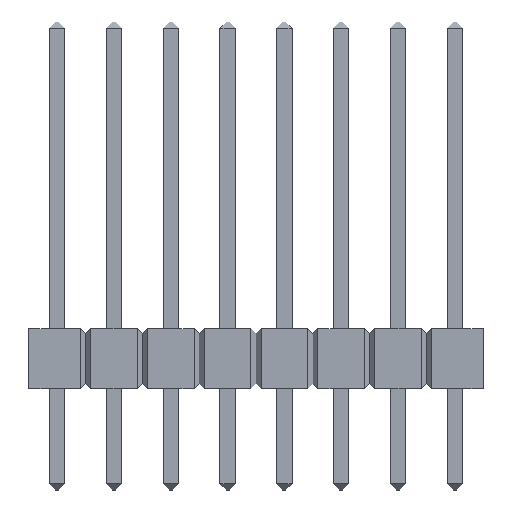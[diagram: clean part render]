
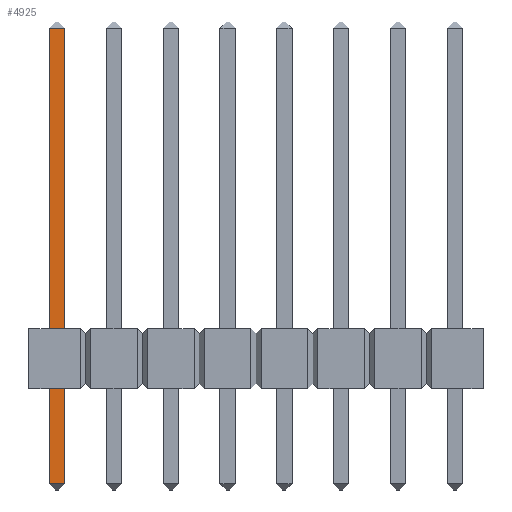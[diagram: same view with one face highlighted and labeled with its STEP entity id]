
A CAD part, front view. The second image highlights one B-rep face of the part: STEP entity #4925.
In plain terms, the highlighted planar face has unit normal (0, -1, 0).
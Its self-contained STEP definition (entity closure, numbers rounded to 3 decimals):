
#4809 = EDGE_CURVE('',#4810,#4812,#4814,.T.);
#4810 = VERTEX_POINT('',#4811);
#4811 = CARTESIAN_POINT('',(-0.345,-0.345,-4.244));
#4812 = VERTEX_POINT('',#4813);
#4813 = CARTESIAN_POINT('',(-0.345,-0.345,16.134));
#4814 = SURFACE_CURVE('',#4815,(#4819,#4831),.PCURVE_S1.);
#4815 = LINE('',#4816,#4817);
#4816 = CARTESIAN_POINT('',(-0.345,-0.345,-4.52));
#4817 = VECTOR('',#4818,1.);
#4818 = DIRECTION('',(0.,0.,1.));
#4819 = PCURVE('',#4820,#4825);
#4820 = PLANE('',#4821);
#4821 = AXIS2_PLACEMENT_3D('',#4822,#4823,#4824);
#4822 = CARTESIAN_POINT('',(-0.345,-0.345,-4.52));
#4823 = DIRECTION('',(1.,0.,0.));
#4824 = DIRECTION('',(0.,0.,1.));
#4825 = DEFINITIONAL_REPRESENTATION('',(#4826),#4830);
#4826 = LINE('',#4827,#4828);
#4827 = CARTESIAN_POINT('',(0.,0.));
#4828 = VECTOR('',#4829,1.);
#4829 = DIRECTION('',(1.,0.));
#4830 = ( GEOMETRIC_REPRESENTATION_CONTEXT(2) 
PARAMETRIC_REPRESENTATION_CONTEXT() REPRESENTATION_CONTEXT('2D SPACE',''
  ) );
#4831 = PCURVE('',#4832,#4837);
#4832 = PLANE('',#4833);
#4833 = AXIS2_PLACEMENT_3D('',#4834,#4835,#4836);
#4834 = CARTESIAN_POINT('',(-0.345,-0.345,-4.52));
#4835 = DIRECTION('',(0.,1.,0.));
#4836 = DIRECTION('',(0.,0.,1.));
#4837 = DEFINITIONAL_REPRESENTATION('',(#4838),#4842);
#4838 = LINE('',#4839,#4840);
#4839 = CARTESIAN_POINT('',(0.,0.));
#4840 = VECTOR('',#4841,1.);
#4841 = DIRECTION('',(1.,0.));
#4842 = ( GEOMETRIC_REPRESENTATION_CONTEXT(2) 
PARAMETRIC_REPRESENTATION_CONTEXT() REPRESENTATION_CONTEXT('2D SPACE',''
  ) );
#4925 = ADVANCED_FACE('',(#4926),#4832,.F.);
#4926 = FACE_BOUND('',#4927,.F.);
#4927 = EDGE_LOOP('',(#4928,#4958,#4984,#4985));
#4928 = ORIENTED_EDGE('',*,*,#4929,.F.);
#4929 = EDGE_CURVE('',#4930,#4932,#4934,.T.);
#4930 = VERTEX_POINT('',#4931);
#4931 = CARTESIAN_POINT('',(0.345,-0.345,-4.244));
#4932 = VERTEX_POINT('',#4933);
#4933 = CARTESIAN_POINT('',(0.345,-0.345,16.134));
#4934 = SURFACE_CURVE('',#4935,(#4939,#4946),.PCURVE_S1.);
#4935 = LINE('',#4936,#4937);
#4936 = CARTESIAN_POINT('',(0.345,-0.345,-4.52));
#4937 = VECTOR('',#4938,1.);
#4938 = DIRECTION('',(0.,0.,1.));
#4939 = PCURVE('',#4832,#4940);
#4940 = DEFINITIONAL_REPRESENTATION('',(#4941),#4945);
#4941 = LINE('',#4942,#4943);
#4942 = CARTESIAN_POINT('',(0.,0.69));
#4943 = VECTOR('',#4944,1.);
#4944 = DIRECTION('',(1.,0.));
#4945 = ( GEOMETRIC_REPRESENTATION_CONTEXT(2) 
PARAMETRIC_REPRESENTATION_CONTEXT() REPRESENTATION_CONTEXT('2D SPACE',''
  ) );
#4946 = PCURVE('',#4947,#4952);
#4947 = PLANE('',#4948);
#4948 = AXIS2_PLACEMENT_3D('',#4949,#4950,#4951);
#4949 = CARTESIAN_POINT('',(0.345,-0.345,-4.52));
#4950 = DIRECTION('',(1.,0.,0.));
#4951 = DIRECTION('',(0.,0.,1.));
#4952 = DEFINITIONAL_REPRESENTATION('',(#4953),#4957);
#4953 = LINE('',#4954,#4955);
#4954 = CARTESIAN_POINT('',(0.,0.));
#4955 = VECTOR('',#4956,1.);
#4956 = DIRECTION('',(1.,0.));
#4957 = ( GEOMETRIC_REPRESENTATION_CONTEXT(2) 
PARAMETRIC_REPRESENTATION_CONTEXT() REPRESENTATION_CONTEXT('2D SPACE',''
  ) );
#4958 = ORIENTED_EDGE('',*,*,#4959,.F.);
#4959 = EDGE_CURVE('',#4810,#4930,#4960,.T.);
#4960 = SURFACE_CURVE('',#4961,(#4965,#4972),.PCURVE_S1.);
#4961 = LINE('',#4962,#4963);
#4962 = CARTESIAN_POINT('',(-0.345,-0.345,-4.244));
#4963 = VECTOR('',#4964,1.);
#4964 = DIRECTION('',(1.,0.,0.));
#4965 = PCURVE('',#4832,#4966);
#4966 = DEFINITIONAL_REPRESENTATION('',(#4967),#4971);
#4967 = LINE('',#4968,#4969);
#4968 = CARTESIAN_POINT('',(0.276,0.));
#4969 = VECTOR('',#4970,1.);
#4970 = DIRECTION('',(0.,1.));
#4971 = ( GEOMETRIC_REPRESENTATION_CONTEXT(2) 
PARAMETRIC_REPRESENTATION_CONTEXT() REPRESENTATION_CONTEXT('2D SPACE',''
  ) );
#4972 = PCURVE('',#4973,#4978);
#4973 = PLANE('',#4974);
#4974 = AXIS2_PLACEMENT_3D('',#4975,#4976,#4977);
#4975 = CARTESIAN_POINT('',(-0.345,-0.207,-4.382));
#4976 = DIRECTION('',(0.,-0.707,-0.707));
#4977 = DIRECTION('',(-1.,-0.,-0.));
#4978 = DEFINITIONAL_REPRESENTATION('',(#4979),#4983);
#4979 = LINE('',#4980,#4981);
#4980 = CARTESIAN_POINT('',(-0.,-0.195));
#4981 = VECTOR('',#4982,1.);
#4982 = DIRECTION('',(-1.,0.));
#4983 = ( GEOMETRIC_REPRESENTATION_CONTEXT(2) 
PARAMETRIC_REPRESENTATION_CONTEXT() REPRESENTATION_CONTEXT('2D SPACE',''
  ) );
#4984 = ORIENTED_EDGE('',*,*,#4809,.T.);
#4985 = ORIENTED_EDGE('',*,*,#4986,.T.);
#4986 = EDGE_CURVE('',#4812,#4932,#4987,.T.);
#4987 = SURFACE_CURVE('',#4988,(#4992,#4999),.PCURVE_S1.);
#4988 = LINE('',#4989,#4990);
#4989 = CARTESIAN_POINT('',(-0.345,-0.345,16.134));
#4990 = VECTOR('',#4991,1.);
#4991 = DIRECTION('',(1.,0.,0.));
#4992 = PCURVE('',#4832,#4993);
#4993 = DEFINITIONAL_REPRESENTATION('',(#4994),#4998);
#4994 = LINE('',#4995,#4996);
#4995 = CARTESIAN_POINT('',(20.654,0.));
#4996 = VECTOR('',#4997,1.);
#4997 = DIRECTION('',(0.,1.));
#4998 = ( GEOMETRIC_REPRESENTATION_CONTEXT(2) 
PARAMETRIC_REPRESENTATION_CONTEXT() REPRESENTATION_CONTEXT('2D SPACE',''
  ) );
#4999 = PCURVE('',#5000,#5005);
#5000 = PLANE('',#5001);
#5001 = AXIS2_PLACEMENT_3D('',#5002,#5003,#5004);
#5002 = CARTESIAN_POINT('',(-0.345,-0.207,16.272));
#5003 = DIRECTION('',(0.,0.707,-0.707));
#5004 = DIRECTION('',(-1.,-0.,-0.));
#5005 = DEFINITIONAL_REPRESENTATION('',(#5006),#5010);
#5006 = LINE('',#5007,#5008);
#5007 = CARTESIAN_POINT('',(-0.,-0.195));
#5008 = VECTOR('',#5009,1.);
#5009 = DIRECTION('',(-1.,0.));
#5010 = ( GEOMETRIC_REPRESENTATION_CONTEXT(2) 
PARAMETRIC_REPRESENTATION_CONTEXT() REPRESENTATION_CONTEXT('2D SPACE',''
  ) );
